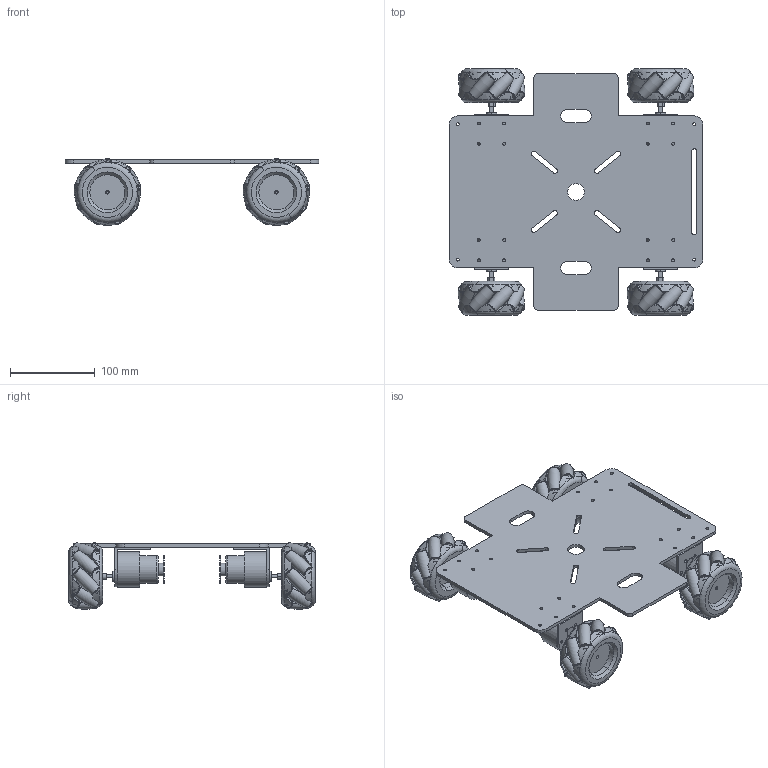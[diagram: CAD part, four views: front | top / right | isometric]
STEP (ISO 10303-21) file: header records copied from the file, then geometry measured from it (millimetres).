
FILE_DESCRIPTION (( 'STEP AP203' ), '1' );
FILE_NAME ('×°ÅäÌå2.STEP', '2023-07-15T13:02:16', ( '' ), ( '' ), 'SwSTEP 2.0', 'SolidWorks 2021', '' );
FILE_SCHEMA (( 'CONFIG_CONTROL_DESIGN' ));
Length unit declared in the file: millimetre
Products named in the file (8): 階啣赽; 萇儂; 闔謫蚾饜; 蚾饜极2; 闔謫; 幕赽; 萇儂嘐隅殤; 薊粣ん
Assembly tree (27 placements, depth 3):
  蚾饜极2
    萇儂  x4
    薊粣ん  x4
    闔謫蚾饜  x4
      闔謫
      幕赽
    萇儂嘐隅殤  x4
    階啣赽
Bounding box: 300 x 291.37 x 78.46 mm (x, y, z)
Volume: 970481.4 mm3; surface area: 371476 mm2
Topology: 53 solids, 53 shells, 1737 faces, 4053 edges, 2638 vertices
Faces by surface type: cylinder 649, plane 600, torus 384, sphere 88, cone 16
Entity records: 14759 total; most frequent: CARTESIAN_POINT 3289, DIRECTION 2219, ORIENTED_EDGE 2038, EDGE_CURVE 1019, AXIS2_PLACEMENT_3D 930, VERTEX_POINT 674, EDGE_LOOP 515, CIRCLE 504
